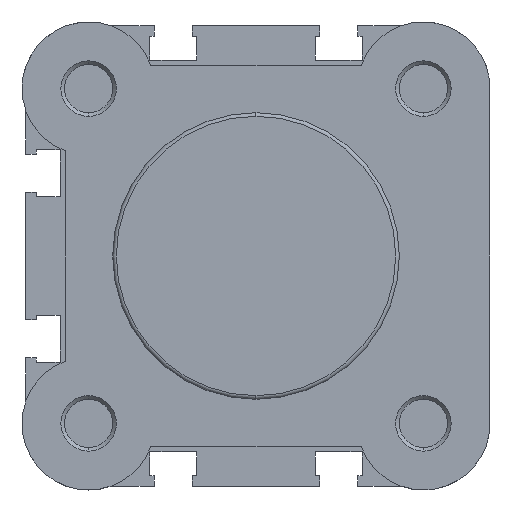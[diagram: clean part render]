
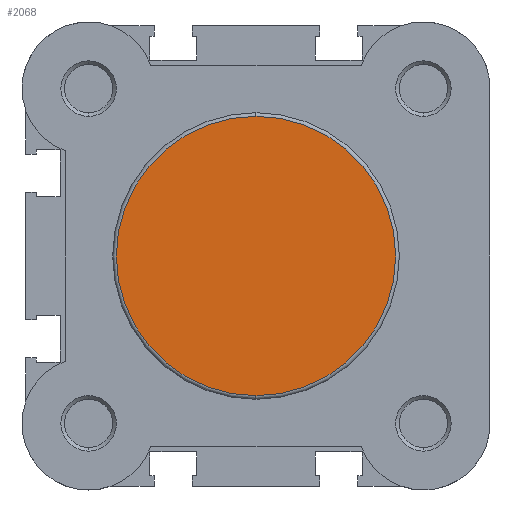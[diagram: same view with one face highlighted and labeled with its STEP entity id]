
A CAD part, left-side view. The second image highlights one B-rep face of the part: STEP entity #2068.
In plain terms, the highlighted planar face has unit normal (-1, 0, 0).
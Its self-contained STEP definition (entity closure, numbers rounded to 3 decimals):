
#253 = EDGE_CURVE ( 'NONE', #1650, #1613, #4564, .T. ) ;
#313 = EDGE_CURVE ( 'NONE', #1613, #1650, #4648, .T. ) ;
#665 = AXIS2_PLACEMENT_3D ( 'NONE', #5372, #5373, #5374 ) ;
#700 = AXIS2_PLACEMENT_3D ( 'NONE', #5520, #5527, #5528 ) ;
#841 = AXIS2_PLACEMENT_3D ( 'NONE', #2500, #2502, #2503 ) ;
#1239 = EDGE_LOOP ( 'NONE', ( #3671, #3684 ) ) ;
#1613 = VERTEX_POINT ( 'NONE', #6327 ) ;
#1650 = VERTEX_POINT ( 'NONE', #6362 ) ;
#2068 = ADVANCED_FACE ( 'NONE', ( #3289 ), #2501, .F. ) ;
#2500 = CARTESIAN_POINT ( 'NONE',  ( 0., 19.9, 0. ) ) ;
#2501 = PLANE ( 'NONE',  #841 ) ;
#2502 = DIRECTION ( 'NONE',  ( 1., 0., 0. ) ) ;
#2503 = DIRECTION ( 'NONE',  ( 0., 0., -1. ) ) ;
#3289 = FACE_OUTER_BOUND ( 'NONE', #1239, .T. ) ;
#3671 = ORIENTED_EDGE ( 'NONE', *, *, #313, .T. ) ;
#3684 = ORIENTED_EDGE ( 'NONE', *, *, #253, .T. ) ;
#4564 = CIRCLE ( 'NONE', #665, 19.4 ) ;
#4648 = CIRCLE ( 'NONE', #700, 19.4 ) ;
#5372 = CARTESIAN_POINT ( 'NONE',  ( 0., 0., 0. ) ) ;
#5373 = DIRECTION ( 'NONE',  ( -1., 0., 0. ) ) ;
#5374 = DIRECTION ( 'NONE',  ( 0., 0., -1. ) ) ;
#5520 = CARTESIAN_POINT ( 'NONE',  ( 0., 0., 0. ) ) ;
#5527 = DIRECTION ( 'NONE',  ( -1., 0., 0. ) ) ;
#5528 = DIRECTION ( 'NONE',  ( 0., 0., -1. ) ) ;
#6327 = CARTESIAN_POINT ( 'NONE',  ( 0., 0., -19.4 ) ) ;
#6362 = CARTESIAN_POINT ( 'NONE',  ( 0., 0., 19.4 ) ) ;
